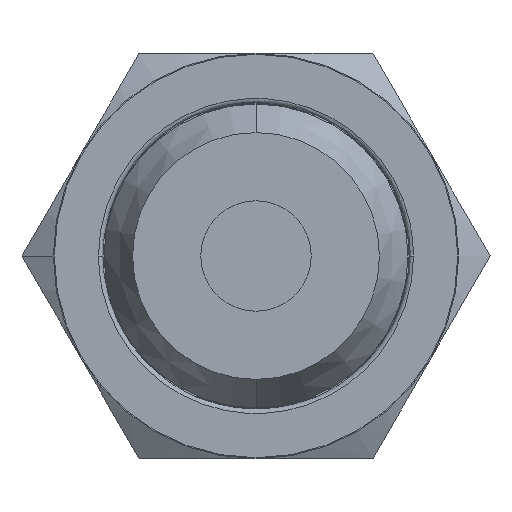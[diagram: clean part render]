
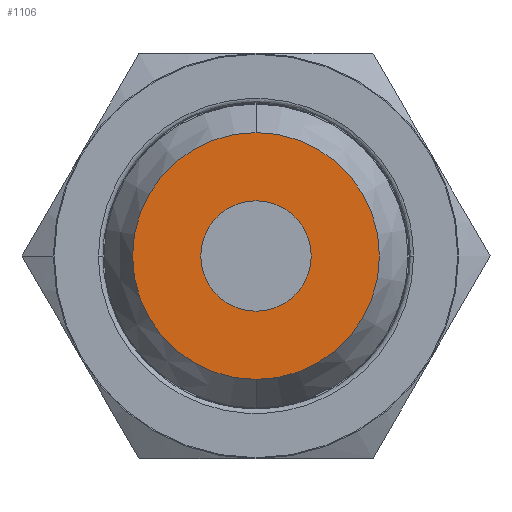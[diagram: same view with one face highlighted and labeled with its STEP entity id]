
A CAD part, front view. The second image highlights one B-rep face of the part: STEP entity #1106.
In plain terms, the highlighted planar face has unit normal (0, -1, 0).
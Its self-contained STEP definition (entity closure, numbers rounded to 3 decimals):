
#44 = EDGE_CURVE ( 'NONE', #1491, #3295, #1436, .T. ) ;
#159 = EDGE_LOOP ( 'NONE', ( #2575, #2689 ) ) ;
#164 = CIRCLE ( 'NONE', #2194, 6.7 ) ;
#193 = DIRECTION ( 'NONE',  ( 0., 0., -1. ) ) ;
#264 = ORIENTED_EDGE ( 'NONE', *, *, #2831, .T. ) ;
#327 = DIRECTION ( 'NONE',  ( 0., -1., 0. ) ) ;
#374 = EDGE_LOOP ( 'NONE', ( #2798, #264 ) ) ;
#405 = CIRCLE ( 'NONE', #1364, 6.7 ) ;
#439 = CARTESIAN_POINT ( 'NONE',  ( 0., 0., 0. ) ) ;
#555 = CARTESIAN_POINT ( 'NONE',  ( 0., 0., 0. ) ) ;
#748 = DIRECTION ( 'NONE',  ( 0., 0., -1. ) ) ;
#1052 = DIRECTION ( 'NONE',  ( 0., 0., -1. ) ) ;
#1073 = DIRECTION ( 'NONE',  ( 0., -1., 0. ) ) ;
#1106 = ADVANCED_FACE ( 'NONE', ( #2797, #2680 ), #2525, .T. ) ;
#1192 = CARTESIAN_POINT ( 'NONE',  ( 0., 0., 6.7 ) ) ;
#1268 = AXIS2_PLACEMENT_3D ( 'NONE', #555, #1073, #1052 ) ;
#1331 = CARTESIAN_POINT ( 'NONE',  ( 0., 0., -3. ) ) ;
#1344 = DIRECTION ( 'NONE',  ( 0., -1., 0. ) ) ;
#1364 = AXIS2_PLACEMENT_3D ( 'NONE', #1848, #327, #2909 ) ;
#1436 = CIRCLE ( 'NONE', #1268, 3. ) ;
#1446 = AXIS2_PLACEMENT_3D ( 'NONE', #439, #2715, #193 ) ;
#1484 = CARTESIAN_POINT ( 'NONE',  ( 0., 0., 0. ) ) ;
#1491 = VERTEX_POINT ( 'NONE', #2017 ) ;
#1623 = CARTESIAN_POINT ( 'NONE',  ( 0., 0., -6.7 ) ) ;
#1629 = DIRECTION ( 'NONE',  ( 0., 0., -1. ) ) ;
#1848 = CARTESIAN_POINT ( 'NONE',  ( 0., 0., 0. ) ) ;
#1859 = EDGE_CURVE ( 'NONE', #3295, #1491, #3077, .T. ) ;
#2017 = CARTESIAN_POINT ( 'NONE',  ( 0., 0., 3. ) ) ;
#2099 = EDGE_CURVE ( 'NONE', #2460, #2808, #164, .T. ) ;
#2194 = AXIS2_PLACEMENT_3D ( 'NONE', #2416, #1344, #1629 ) ;
#2416 = CARTESIAN_POINT ( 'NONE',  ( 0., 0., 0. ) ) ;
#2460 = VERTEX_POINT ( 'NONE', #1192 ) ;
#2525 = PLANE ( 'NONE',  #2972 ) ;
#2575 = ORIENTED_EDGE ( 'NONE', *, *, #1859, .F. ) ;
#2680 = FACE_BOUND ( 'NONE', #159, .T. ) ;
#2689 = ORIENTED_EDGE ( 'NONE', *, *, #44, .F. ) ;
#2715 = DIRECTION ( 'NONE',  ( 0., -1., 0. ) ) ;
#2762 = DIRECTION ( 'NONE',  ( 0., -1., 0. ) ) ;
#2797 = FACE_OUTER_BOUND ( 'NONE', #374, .T. ) ;
#2798 = ORIENTED_EDGE ( 'NONE', *, *, #2099, .T. ) ;
#2808 = VERTEX_POINT ( 'NONE', #1623 ) ;
#2831 = EDGE_CURVE ( 'NONE', #2808, #2460, #405, .T. ) ;
#2909 = DIRECTION ( 'NONE',  ( 0., 0., -1. ) ) ;
#2972 = AXIS2_PLACEMENT_3D ( 'NONE', #1484, #2762, #748 ) ;
#3077 = CIRCLE ( 'NONE', #1446, 3. ) ;
#3295 = VERTEX_POINT ( 'NONE', #1331 ) ;
